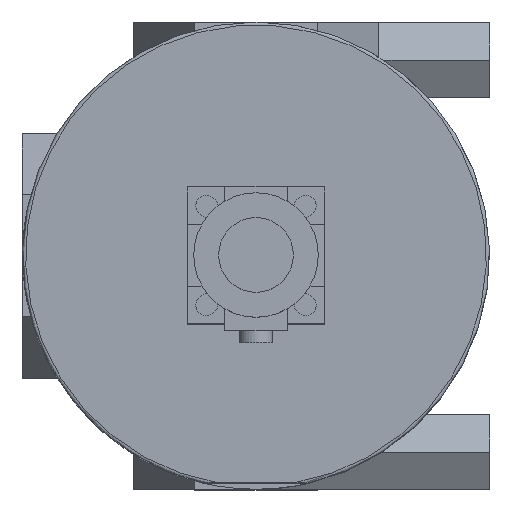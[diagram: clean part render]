
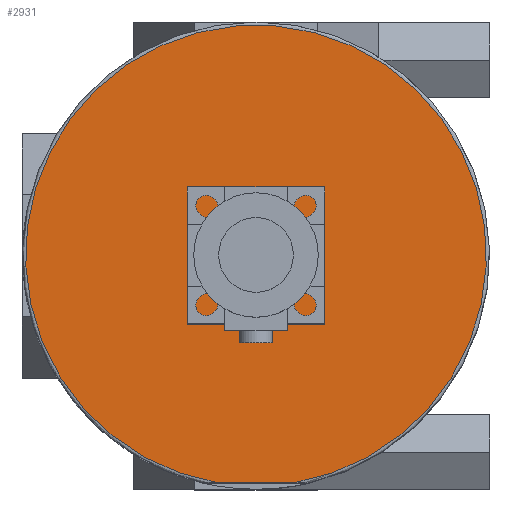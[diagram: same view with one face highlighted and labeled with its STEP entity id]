
A CAD part, top view. The second image highlights one B-rep face of the part: STEP entity #2931.
In plain terms, the highlighted planar face has unit normal (0, 0, 1).
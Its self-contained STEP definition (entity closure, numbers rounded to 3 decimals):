
#112=CARTESIAN_POINT('',(6.063,-36.5,82.));
#113=VERTEX_POINT('',#112);
#149=CARTESIAN_POINT('',(-6.063,-36.5,82.));
#150=VERTEX_POINT('',#149);
#151=CARTESIAN_POINT('',(-6.063,-36.5,82.));
#152=DIRECTION('',(1.0,0.0,0.0));
#153=VECTOR('',#152,12.126);
#154=LINE('',#151,#153);
#155=EDGE_CURVE('',#150,#113,#154,.T.);
#263=CARTESIAN_POINT('',(0.0,0.,82.));
#264=DIRECTION('',(0.0,0.0,1.0));
#265=DIRECTION('',(0.0,-1.0,0.0));
#266=AXIS2_PLACEMENT_3D('',#263,#264,#265);
#267=CIRCLE('',#266,37.);
#268=EDGE_CURVE('',#113,#150,#267,.T.);
#2922=CARTESIAN_POINT('',(0.0,-18.5,82.));
#2923=DIRECTION('',(0.0,0.0,1.0));
#2924=DIRECTION('',(1.0,0.0,0.0));
#2925=AXIS2_PLACEMENT_3D('',#2922,#2923,#2924);
#2926=PLANE('',#2925);
#2927=ORIENTED_EDGE('',*,*,#155,.T.);
#2928=ORIENTED_EDGE('',*,*,#268,.T.);
#2929=EDGE_LOOP('',(#2927,#2928));
#2930=FACE_OUTER_BOUND('',#2929,.T.);
#2931=ADVANCED_FACE('',(#2930),#2926,.T.);
